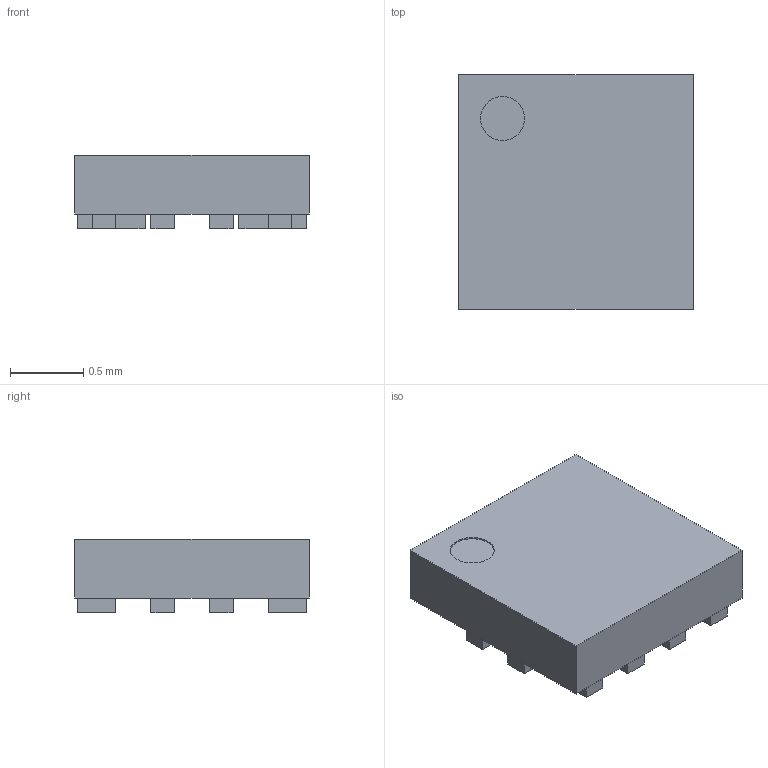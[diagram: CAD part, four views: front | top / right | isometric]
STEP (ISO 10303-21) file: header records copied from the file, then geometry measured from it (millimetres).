
FILE_DESCRIPTION (( 'STEP AP214' ), '1' );
FILE_NAME ('X2QFN12.STEP', '2020-09-06T13:00:24', ( 'Elessar' ), ( '' ), 'SwSTEP 2.0', 'SolidWorks 2018', '' );
FILE_SCHEMA (( 'AUTOMOTIVE_DESIGN' ));
Length unit declared in the file: millimetre
Products named in the file (1): X2QFN12
Bounding box: 1.6 x 1.6 x 0.5 mm (x, y, z)
Volume: 1.1 mm3; surface area: 10.1 mm2
Topology: 13 solids, 13 shells, 81 faces, 162 edges, 108 vertices
Faces by surface type: plane 79, cylinder 2
Entity records: 2235 total; most frequent: CARTESIAN_POINT 352, DIRECTION 330, ORIENTED_EDGE 324, EDGE_CURVE 162, LINE 158, VECTOR 158, VERTEX_POINT 108, AXIS2_PLACEMENT_3D 86
